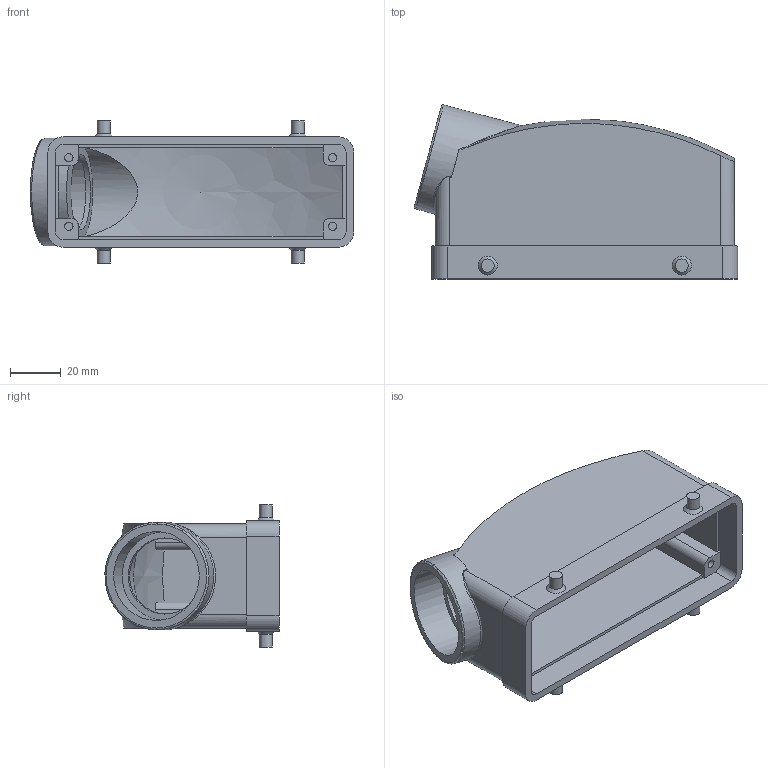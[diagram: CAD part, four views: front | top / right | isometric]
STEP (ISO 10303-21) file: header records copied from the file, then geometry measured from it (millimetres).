
FILE_DESCRIPTION (( 'STEP AP214' ), '1' );
FILE_NAME ('ZP-MC24B-2-DSE29M.STEP', '2011-11-21T13:00:50', ( '.adc' ), ( '' ), 'SwSTEP 2.0', 'SolidWorks 2011', '' );
FILE_SCHEMA (( 'AUTOMOTIVE_DESIGN' ));
Length unit declared in the file: millimetre
Products named in the file (1): ZP-MC24B-2-DSE29M
Bounding box: 127.4 x 68.66 x 56 mm (x, y, z)
Volume: 72657.1 mm3; surface area: 45673.1 mm2
Topology: 5 solids, 5 shells, 96 faces, 233 edges, 151 vertices
Faces by surface type: plane 54, cylinder 31, cone 4, bspline 4, sphere 2, torus 1
Full cylindrical faces by diameter (mm): 3.3 x4, 5.169 x4, 30 x1, 35 x1, 42.5 x1
Entity records: 4289 total; most frequent: CARTESIAN_POINT 1227, DIRECTION 440, ORIENTED_EDGE 418, EDGE_CURVE 209, AXIS2_PLACEMENT_3D 164, VERTEX_POINT 145, EDGE_LOOP 120, VECTOR 112
